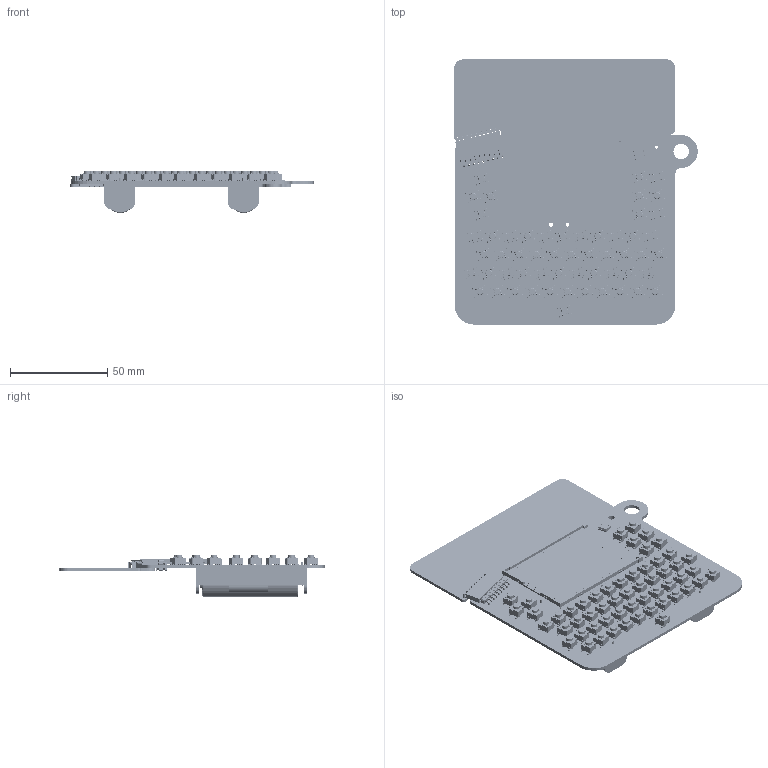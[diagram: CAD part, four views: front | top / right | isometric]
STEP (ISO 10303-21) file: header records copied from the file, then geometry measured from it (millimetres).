
FILE_DESCRIPTION(/* description */ (''),/* implementation_level */ '2;1');
FILE_NAME(/* name */ 'Supercon Badge and Proto PCBAs.stp',/* time_stamp */ '2018-11-05T21:45:49-08:00',/* author */ ('paddy'),/* organization */ (''),/* preprocessor_version */ 'ST-DEVELOPER v17',/* originating_system */ 'Autodesk Inventor 2019',/* authorisation */ '');
FILE_SCHEMA (('AUTOMOTIVE_DESIGN { 1 0 10303 214 3 1 1 }'));
Length unit declared in the file: inch
Products named in the file (27): Supercon Badge and Proto PCBAs; Supercon2 PCB; PTS645SL50SMTR92LFS; NHD-2.4-240320CF; ASM0003_ASM; PRT0001; PRT0002; ASM0004_ASM; PRT0004; PRT0005; PRT0006; PRT0007; PRT0008; ASM0005_ASM; PRT0009; PRT0010; PRT0011; 29-TFT; N39NPC; IN-P55TATRGB; 61301211021 (rev1); 6130xx11021_PIN; 61301211021; KEYSTONE 2460; Hackaday Supercon 2018 Badge Proto PCB; _ _ _C091LGBN-RC; Batteri
Assembly tree (94 placements, depth 5):
  Supercon Badge and Proto PCBAs
    Supercon2 PCB
    PTS645SL50SMTR92LFS  x56
    NHD-2.4-240320CF
      ASM0003_ASM
        PRT0001
        PRT0002
        ASM0004_ASM
          PRT0004  x4
          PRT0005
        PRT0006
        PRT0007
        PRT0008
        ASM0005_ASM
          PRT0009
        PRT0010
        PRT0011
      29-TFT
      N39NPC
    IN-P55TATRGB
    61301211021 (rev1)
      6130xx11021_PIN  x9
      61301211021
    KEYSTONE 2460  x2
    Hackaday Supercon 2018 Badge Proto PCB
    _ _ _C091LGBN-RC
    Batteri  x2
Bounding box: 125.16 x 136.36 x 21.58 mm (x, y, z)
Volume: 54176.1 mm3; surface area: 86285.2 mm2
Topology: 96 solids, 96 shells, 8635 faces, 23581 edges, 15793 vertices
Faces by surface type: plane 6431, cylinder 1900, bspline 232, torus 72
Full cylindrical faces by diameter (mm): 0.025 x55, 0.508 x9, 0.7 x224, 1 x2, 1.001 x13, 1.016 x4, 1.6 x1, 2.032 x2, 3 x2, 3.2 x1, 3.5 x56, 4 x2, 4.013 x1, 5.5 x2, 7.938 x1, 10.5 x2, 14.5 x2
Entity records: 73695 total; most frequent: CARTESIAN_POINT 13322, ORIENTED_EDGE 12382, DIRECTION 11513, EDGE_CURVE 6191, LINE 5537, VECTOR 5537, VERTEX_POINT 4061, AXIS2_PLACEMENT_3D 2988
